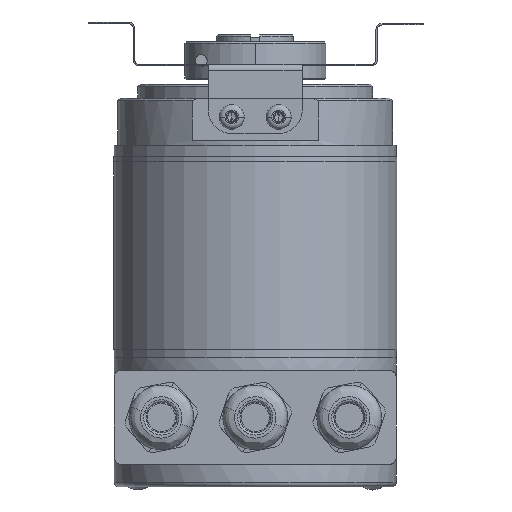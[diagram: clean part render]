
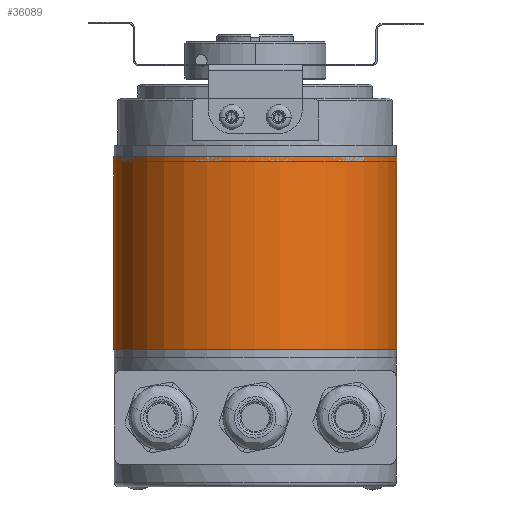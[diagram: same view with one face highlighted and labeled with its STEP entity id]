
A CAD part, front view. The second image highlights one B-rep face of the part: STEP entity #36089.
In plain terms, the highlighted cylindrical face has radius 30.15 mm (diameter 60.3 mm), a partial arc.
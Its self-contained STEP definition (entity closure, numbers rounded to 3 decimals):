
#1811 = LINE ( 'NONE', #33006, #10073 ) ;
#2497 = DIRECTION ( 'NONE',  ( -1., 0., 0. ) ) ;
#6138 = CARTESIAN_POINT ( 'NONE',  ( 30.15, 0., -56.5 ) ) ;
#6361 = EDGE_CURVE ( 'NONE', #35169, #24100, #29377, .T. ) ;
#6625 = EDGE_CURVE ( 'NONE', #22952, #15256, #6732, .T. ) ;
#6732 = CIRCLE ( 'NONE', #37427, 30.15 ) ;
#7258 = ORIENTED_EDGE ( 'NONE', *, *, #18875, .F. ) ;
#9821 = CARTESIAN_POINT ( 'NONE',  ( 0., 0., -56.5 ) ) ;
#10073 = VECTOR ( 'NONE', #17540, 1000. ) ;
#10697 = DIRECTION ( 'NONE',  ( 1., 0., 0. ) ) ;
#11591 = FACE_OUTER_BOUND ( 'NONE', #29769, .T. ) ;
#11807 = ORIENTED_EDGE ( 'NONE', *, *, #6361, .F. ) ;
#12997 = CARTESIAN_POINT ( 'NONE',  ( 30.15, 0., -15.5 ) ) ;
#15240 = VECTOR ( 'NONE', #25812, 1000. ) ;
#15256 = VERTEX_POINT ( 'NONE', #6138 ) ;
#15352 = CARTESIAN_POINT ( 'NONE',  ( -30.15, 0., -56.5 ) ) ;
#16346 = LINE ( 'NONE', #12997, #15240 ) ;
#16371 = ORIENTED_EDGE ( 'NONE', *, *, #20027, .T. ) ;
#17540 = DIRECTION ( 'NONE',  ( 0., 0., -1. ) ) ;
#18875 = EDGE_CURVE ( 'NONE', #24100, #15256, #16346, .T. ) ;
#19349 = DIRECTION ( 'NONE',  ( 0., 0., 1. ) ) ;
#19373 = AXIS2_PLACEMENT_3D ( 'NONE', #36403, #19349, #10697 ) ;
#19663 = DIRECTION ( 'NONE',  ( 0., 0., 1. ) ) ;
#20027 = EDGE_CURVE ( 'NONE', #35169, #22952, #1811, .T. ) ;
#22241 = DIRECTION ( 'NONE',  ( 1., 0., 0. ) ) ;
#22463 = AXIS2_PLACEMENT_3D ( 'NONE', #39952, #37661, #2497 ) ;
#22952 = VERTEX_POINT ( 'NONE', #15352 ) ;
#24100 = VERTEX_POINT ( 'NONE', #39905 ) ;
#25025 = CYLINDRICAL_SURFACE ( 'NONE', #22463, 30.15 ) ;
#25812 = DIRECTION ( 'NONE',  ( 0., 0., -1. ) ) ;
#29377 = CIRCLE ( 'NONE', #19373, 30.15 ) ;
#29769 = EDGE_LOOP ( 'NONE', ( #7258, #11807, #16371, #33700 ) ) ;
#33006 = CARTESIAN_POINT ( 'NONE',  ( -30.15, 0., -15.5 ) ) ;
#33700 = ORIENTED_EDGE ( 'NONE', *, *, #6625, .T. ) ;
#35169 = VERTEX_POINT ( 'NONE', #40903 ) ;
#36089 = ADVANCED_FACE ( 'NONE', ( #11591 ), #25025, .T. ) ;
#36403 = CARTESIAN_POINT ( 'NONE',  ( 0., 0., -15.5 ) ) ;
#37427 = AXIS2_PLACEMENT_3D ( 'NONE', #9821, #19663, #22241 ) ;
#37661 = DIRECTION ( 'NONE',  ( 0., 0., -1. ) ) ;
#39905 = CARTESIAN_POINT ( 'NONE',  ( 30.15, 0., -15.5 ) ) ;
#39952 = CARTESIAN_POINT ( 'NONE',  ( 0., 0., -15.5 ) ) ;
#40903 = CARTESIAN_POINT ( 'NONE',  ( -30.15, 0., -15.5 ) ) ;
